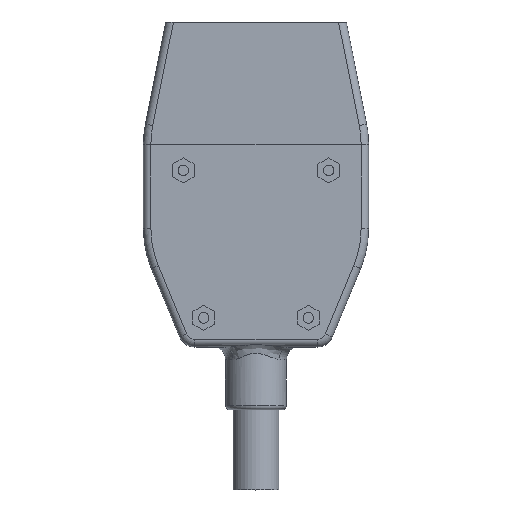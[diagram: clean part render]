
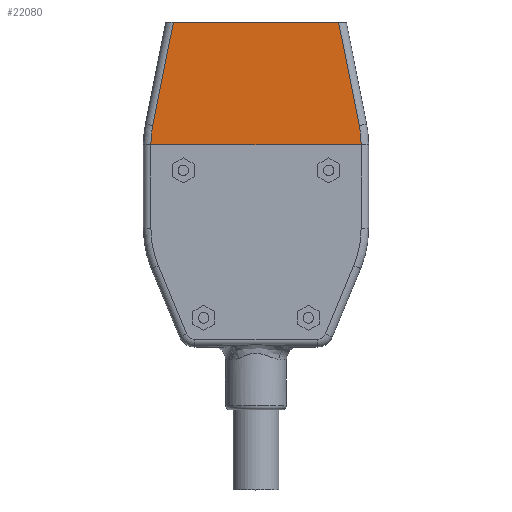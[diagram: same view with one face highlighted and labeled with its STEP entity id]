
A CAD part, top view. The second image highlights one B-rep face of the part: STEP entity #22080.
In plain terms, the highlighted planar face has unit normal (0, 0, 1).
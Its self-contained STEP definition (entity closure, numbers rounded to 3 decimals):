
#562=CIRCLE('',#23769,23.2);
#563=CIRCLE('',#23770,23.2);
#2222=FACE_OUTER_BOUND('',#3595,.T.);
#3595=EDGE_LOOP('',(#19203,#19204,#19205,#19206,#19207,#19208));
#6124=LINE('',#39844,#8693);
#6126=LINE('',#39854,#8695);
#6127=LINE('',#39857,#8696);
#6128=LINE('',#39859,#8697);
#8693=VECTOR('',#29091,10.);
#8695=VECTOR('',#29101,10.);
#8696=VECTOR('',#29104,10.);
#8697=VECTOR('',#29105,10.);
#10566=VERTEX_POINT('',#39841);
#10567=VERTEX_POINT('',#39843);
#10570=VERTEX_POINT('',#39852);
#10571=VERTEX_POINT('',#39853);
#10572=VERTEX_POINT('',#39855);
#10573=VERTEX_POINT('',#39858);
#13465=EDGE_CURVE('',#10566,#10567,#6124,.T.);
#13470=EDGE_CURVE('',#10570,#10571,#6126,.T.);
#13471=EDGE_CURVE('',#10572,#10570,#562,.T.);
#13472=EDGE_CURVE('',#10567,#10572,#6127,.T.);
#13473=EDGE_CURVE('',#10573,#10566,#6128,.T.);
#13474=EDGE_CURVE('',#10571,#10573,#563,.T.);
#19203=ORIENTED_EDGE('',*,*,#13470,.F.);
#19204=ORIENTED_EDGE('',*,*,#13471,.F.);
#19205=ORIENTED_EDGE('',*,*,#13472,.F.);
#19206=ORIENTED_EDGE('',*,*,#13465,.F.);
#19207=ORIENTED_EDGE('',*,*,#13473,.F.);
#19208=ORIENTED_EDGE('',*,*,#13474,.F.);
#20767=PLANE('',#23768);
#22080=ADVANCED_FACE('',(#2222),#20767,.T.);
#23768=AXIS2_PLACEMENT_3D('',#39851,#29099,#29100);
#23769=AXIS2_PLACEMENT_3D('',#39856,#29102,#29103);
#23770=AXIS2_PLACEMENT_3D('',#39860,#29106,#29107);
#29091=DIRECTION('',(1.,0.,0.));
#29099=DIRECTION('center_axis',(0.,0.,1.));
#29100=DIRECTION('ref_axis',(1.,0.,0.));
#29101=DIRECTION('',(-1.,0.,0.));
#29102=DIRECTION('center_axis',(0.,0.,-1.));
#29103=DIRECTION('ref_axis',(0.995,0.098,0.));
#29104=DIRECTION('',(0.195,-0.981,0.));
#29105=DIRECTION('',(0.195,0.981,0.));
#29106=DIRECTION('center_axis',(0.,0.,-1.));
#29107=DIRECTION('ref_axis',(-0.995,0.098,0.));
#39841=CARTESIAN_POINT('',(-19.766,-110.935,13.7));
#39843=CARTESIAN_POINT('',(19.766,-110.935,13.7));
#39844=CARTESIAN_POINT('',(-21.602,-110.935,13.7));
#39851=CARTESIAN_POINT('Origin',(0.,-149.823,13.7));
#39852=CARTESIAN_POINT('',(25.15,-140.285,13.7));
#39853=CARTESIAN_POINT('',(-25.15,-140.285,13.7));
#39854=CARTESIAN_POINT('',(0.,-140.285,13.7));
#39855=CARTESIAN_POINT('',(24.704,-135.759,13.7));
#39856=CARTESIAN_POINT('Origin',(1.95,-140.285,13.7));
#39857=CARTESIAN_POINT('',(23.146,-127.923,13.7));
#39858=CARTESIAN_POINT('',(-24.704,-135.759,13.7));
#39859=CARTESIAN_POINT('',(-25.82,-141.367,13.7));
#39860=CARTESIAN_POINT('Origin',(-1.95,-140.285,13.7));
